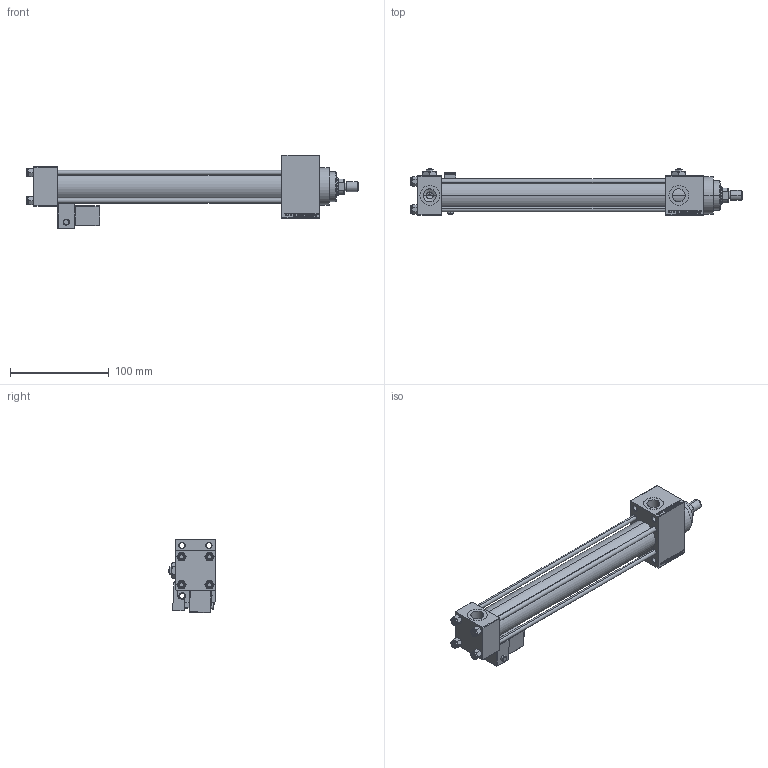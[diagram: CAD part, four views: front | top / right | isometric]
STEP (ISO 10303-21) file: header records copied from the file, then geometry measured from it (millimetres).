
FILE_DESCRIPTION (( 'STEP AP203' ), '1' );
FILE_NAME ('ef54.STEP', '2023-08-22T21:30:52', ( '' ), ( '' ), 'SwSTEP 2.0', 'SolidWorks 2019', '' );
FILE_SCHEMA (( 'CONFIG_CONTROL_DESIGN' ));
Length unit declared in the file: millimetre
Products named in the file (9): V215CR_D_TYCINKA 0ffa771225c7850c788b34c3d7870112; Zatka_pro_OIL_PORT 0ffa771225c7850c788b34c3d7870112; V215CR_MSU 0ffa771225c7850c788b34c3d7870112; ef54; V215_VC_A 0ffa771225c7850c788b34c3d7870112; V215CR_VCP_D 0ffa771225c7850c788b34c3d7870112; ROD_END_E 0ffa771225c7850c788b34c3d7870112; NUT_M5_D 0ffa771225c7850c788b34c3d7870112; V215CR_D_Body 0ffa771225c7850c788b34c3d7870112
Assembly tree (15 placements, depth 2):
  ef54
    V215CR_D_Body 0ffa771225c7850c788b34c3d7870112
    V215CR_VCP_D 0ffa771225c7850c788b34c3d7870112
    NUT_M5_D 0ffa771225c7850c788b34c3d7870112  x4
    V215CR_D_TYCINKA 0ffa771225c7850c788b34c3d7870112  x4
    V215_VC_A 0ffa771225c7850c788b34c3d7870112
    ROD_END_E 0ffa771225c7850c788b34c3d7870112
    V215CR_MSU 0ffa771225c7850c788b34c3d7870112
    Zatka_pro_OIL_PORT 0ffa771225c7850c788b34c3d7870112  x2
Bounding box: 336 x 47 x 74.7 mm (x, y, z)
Volume: 306964.1 mm3; surface area: 126101.1 mm2
Topology: 15 solids, 15 shells, 1291 faces, 3178 edges, 2026 vertices
Faces by surface type: plane 576, bspline 368, cone 188, cylinder 131, torus 16, sphere 12
Entity records: 51721 total; most frequent: CARTESIAN_POINT 26042, ORIENTED_EDGE 5632, DIRECTION 3884, EDGE_CURVE 2816, VERTEX_POINT 1824, LINE 1660, VECTOR 1660, EDGE_LOOP 1272
